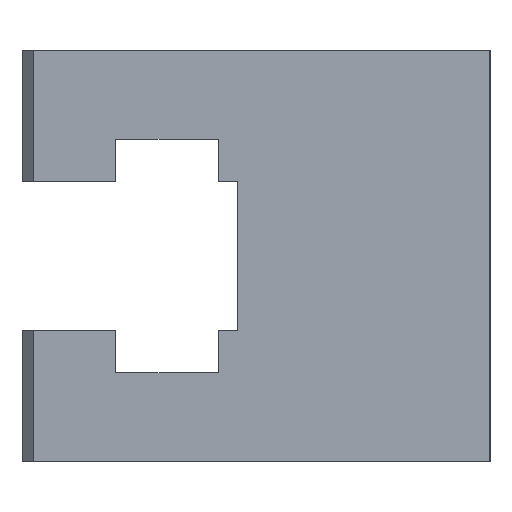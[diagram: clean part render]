
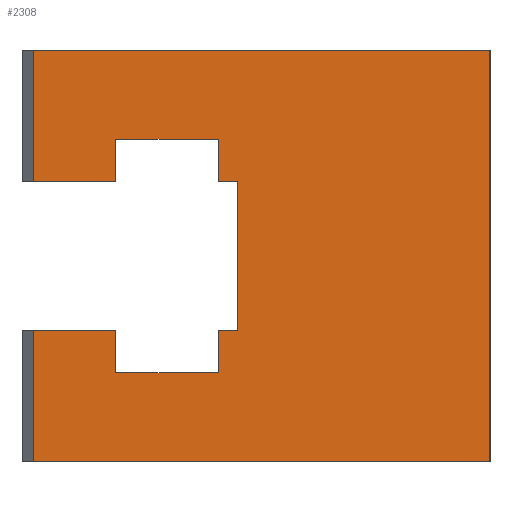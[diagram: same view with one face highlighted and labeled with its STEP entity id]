
A CAD part, left-side view. The second image highlights one B-rep face of the part: STEP entity #2308.
In plain terms, the highlighted planar face has unit normal (-1, 0, 0).
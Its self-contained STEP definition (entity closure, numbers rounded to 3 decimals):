
#2308=ADVANCED_FACE('',(#4697),#4698,.F.);
#4697=FACE_OUTER_BOUND('',#7168,.T.);
#4698=PLANE('',#7169);
#7168=EDGE_LOOP('',(#14350,#14351,#14352,#14353,#14354,#14355,#14356,#14357,#14358,#14359,#14360,#14361,#14362,#14363,#14364,#14365));
#7169=AXIS2_PLACEMENT_3D('',#14366,#14367,#14368);
#14350=ORIENTED_EDGE('',*,*,#18600,.T.);
#14351=ORIENTED_EDGE('',*,*,#16126,.T.);
#14352=ORIENTED_EDGE('',*,*,#18602,.T.);
#14353=ORIENTED_EDGE('',*,*,#18603,.T.);
#14354=ORIENTED_EDGE('',*,*,#15852,.T.);
#14355=ORIENTED_EDGE('',*,*,#16030,.T.);
#14356=ORIENTED_EDGE('',*,*,#16033,.T.);
#14357=ORIENTED_EDGE('',*,*,#16036,.T.);
#14358=ORIENTED_EDGE('',*,*,#16649,.T.);
#14359=ORIENTED_EDGE('',*,*,#18604,.T.);
#14360=ORIENTED_EDGE('',*,*,#16044,.T.);
#14361=ORIENTED_EDGE('',*,*,#16065,.T.);
#14362=ORIENTED_EDGE('',*,*,#18598,.T.);
#14363=ORIENTED_EDGE('',*,*,#18605,.F.);
#14364=ORIENTED_EDGE('',*,*,#18606,.F.);
#14365=ORIENTED_EDGE('',*,*,#16965,.F.);
#14366=CARTESIAN_POINT('',(-75.0,25.0,0.0));
#14367=DIRECTION('',(1.0,0.0,0.0));
#14368=DIRECTION('',(0.0,0.0,-1.0));
#15852=EDGE_CURVE('',#19343,#19341,#19344,.T.);
#16030=EDGE_CURVE('',#19341,#19650,#19652,.T.);
#16033=EDGE_CURVE('',#19650,#19654,#19656,.T.);
#16036=EDGE_CURVE('',#19654,#19658,#19660,.T.);
#16044=EDGE_CURVE('',#19672,#19670,#19673,.T.);
#16065=EDGE_CURVE('',#19670,#19710,#19712,.T.);
#16126=EDGE_CURVE('',#19815,#19813,#19816,.T.);
#16649=EDGE_CURVE('',#19658,#20768,#20770,.T.);
#16965=EDGE_CURVE('',#21382,#21384,#21385,.T.);
#18598=EDGE_CURVE('',#19710,#23432,#23434,.T.);
#18600=EDGE_CURVE('',#21382,#19815,#23436,.T.);
#18602=EDGE_CURVE('',#19813,#23438,#23439,.T.);
#18603=EDGE_CURVE('',#23438,#19343,#23440,.T.);
#18604=EDGE_CURVE('',#20768,#19672,#23441,.T.);
#18605=EDGE_CURVE('',#23442,#23432,#23443,.T.);
#18606=EDGE_CURVE('',#21384,#23442,#23444,.T.);
#19341=VERTEX_POINT('',#24332);
#19343=VERTEX_POINT('',#24335);
#19344=LINE('',#24336,#24337);
#19650=VERTEX_POINT('',#24767);
#19652=LINE('',#24770,#24771);
#19654=VERTEX_POINT('',#24773);
#19656=LINE('',#24776,#24777);
#19658=VERTEX_POINT('',#24779);
#19660=LINE('',#24782,#24783);
#19670=VERTEX_POINT('',#24797);
#19672=VERTEX_POINT('',#24800);
#19673=LINE('',#24801,#24802);
#19710=VERTEX_POINT('',#24857);
#19712=LINE('',#24860,#24861);
#19813=VERTEX_POINT('',#25011);
#19815=VERTEX_POINT('',#25014);
#19816=LINE('',#25015,#25016);
#20768=VERTEX_POINT('',#26386);
#20770=LINE('',#26389,#26390);
#21382=VERTEX_POINT('',#27309);
#21384=VERTEX_POINT('',#27312);
#21385=LINE('',#27313,#27314);
#23432=VERTEX_POINT('',#30338);
#23434=LINE('',#30341,#30342);
#23436=LINE('',#30344,#30345);
#23438=VERTEX_POINT('',#30347);
#23439=LINE('',#30348,#30349);
#23440=LINE('',#30350,#30351);
#23441=LINE('',#30352,#30353);
#23442=VERTEX_POINT('',#30354);
#23443=LINE('',#30355,#30356);
#23444=LINE('',#30357,#30358);
#24332=CARTESIAN_POINT('',(-75.0,29.0,8.0));
#24335=CARTESIAN_POINT('',(-75.0,29.0,12.5));
#24336=CARTESIAN_POINT('',(-75.0,29.0,0.0));
#24337=VECTOR('',#31170,1.0);
#24767=CARTESIAN_POINT('',(-75.0,27.0,8.0));
#24770=CARTESIAN_POINT('',(-75.0,31.75,8.0));
#24771=VECTOR('',#31386,1.0);
#24773=CARTESIAN_POINT('',(-75.0,27.0,-8.0));
#24776=CARTESIAN_POINT('',(-75.0,27.0,0.0));
#24777=VECTOR('',#31388,1.0);
#24779=CARTESIAN_POINT('',(-75.0,29.0,-8.0));
#24782=CARTESIAN_POINT('',(-75.0,31.75,-8.0));
#24783=VECTOR('',#31390,1.0);
#24797=CARTESIAN_POINT('',(-75.0,40.0,-8.0));
#24800=CARTESIAN_POINT('',(-75.0,40.0,-12.5));
#24801=CARTESIAN_POINT('',(-75.0,40.0,0.0));
#24802=VECTOR('',#31396,1.0);
#24857=CARTESIAN_POINT('',(-75.0,48.75,-8.0));
#24860=CARTESIAN_POINT('',(-75.0,31.75,-8.0));
#24861=VECTOR('',#31416,1.0);
#25011=CARTESIAN_POINT('',(-75.0,40.0,8.0));
#25014=CARTESIAN_POINT('',(-75.0,48.75,8.0));
#25015=CARTESIAN_POINT('',(-75.0,31.75,8.0));
#25016=VECTOR('',#31470,1.0);
#26386=CARTESIAN_POINT('',(-75.0,29.0,-12.5));
#26389=CARTESIAN_POINT('',(-75.0,29.0,0.0));
#26390=VECTOR('',#32079,1.0);
#27309=CARTESIAN_POINT('',(-75.0,48.75,22.0));
#27312=CARTESIAN_POINT('',(-75.0,0.0,22.0));
#27313=CARTESIAN_POINT('',(-75.0,25.0,22.0));
#27314=VECTOR('',#32391,1.0);
#30338=CARTESIAN_POINT('',(-75.0,48.75,-22.0));
#30341=CARTESIAN_POINT('',(-75.0,48.75,0.0));
#30342=VECTOR('',#33523,1.0);
#30344=CARTESIAN_POINT('',(-75.0,48.75,0.0));
#30345=VECTOR('',#33524,1.0);
#30347=CARTESIAN_POINT('',(-75.0,40.0,12.5));
#30348=CARTESIAN_POINT('',(-75.0,40.0,0.0));
#30349=VECTOR('',#33525,1.0);
#30350=CARTESIAN_POINT('',(-75.0,29.75,12.5));
#30351=VECTOR('',#33526,1.0);
#30352=CARTESIAN_POINT('',(-75.0,29.75,-12.5));
#30353=VECTOR('',#33527,1.0);
#30354=CARTESIAN_POINT('',(-75.0,0.0,-22.0));
#30355=CARTESIAN_POINT('',(-75.0,25.0,-22.0));
#30356=VECTOR('',#33528,1.0);
#30357=CARTESIAN_POINT('',(-75.0,0.0,0.0));
#30358=VECTOR('',#33529,1.0);
#31170=DIRECTION('',(0.0,0.0,-1.0));
#31386=DIRECTION('',(0.0,-1.0,0.0));
#31388=DIRECTION('',(0.0,0.0,-1.0));
#31390=DIRECTION('',(0.0,1.0,0.0));
#31396=DIRECTION('',(0.0,0.0,1.0));
#31416=DIRECTION('',(0.0,1.0,0.0));
#31470=DIRECTION('',(0.0,-1.0,0.0));
#32079=DIRECTION('',(0.0,0.0,-1.0));
#32391=DIRECTION('',(0.0,-1.0,0.0));
#33523=DIRECTION('',(0.0,0.0,-1.0));
#33524=DIRECTION('',(0.0,0.0,-1.0));
#33525=DIRECTION('',(0.0,0.0,1.0));
#33526=DIRECTION('',(0.0,-1.0,0.0));
#33527=DIRECTION('',(0.0,1.0,0.0));
#33528=DIRECTION('',(0.0,1.0,0.0));
#33529=DIRECTION('',(0.0,0.0,-1.0));
